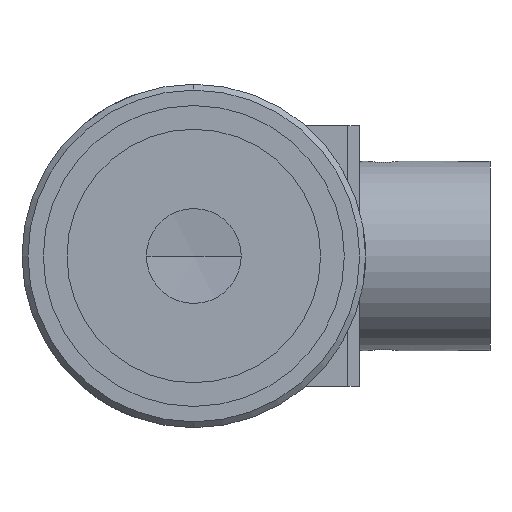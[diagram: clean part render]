
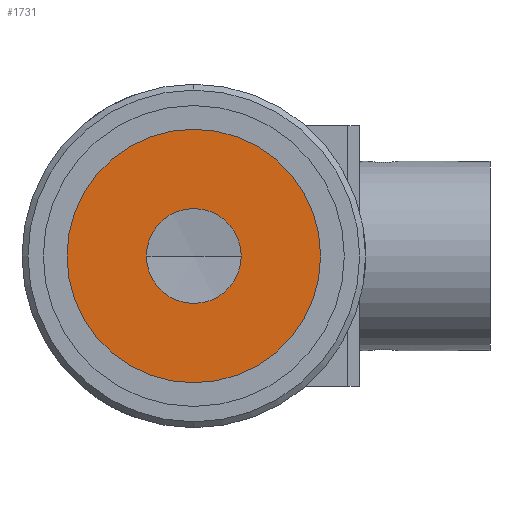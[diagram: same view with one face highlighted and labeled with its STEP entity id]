
A CAD part, front view. The second image highlights one B-rep face of the part: STEP entity #1731.
In plain terms, the highlighted planar face has unit normal (0, -1, 0).
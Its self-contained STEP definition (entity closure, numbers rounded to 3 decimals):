
#33 = CIRCLE ( 'NONE', #3164, 4. ) ;
#44 = DIRECTION ( 'NONE',  ( 0., 1., 0. ) ) ;
#179 = CIRCLE ( 'NONE', #1239, 11.5 ) ;
#182 = CARTESIAN_POINT ( 'NONE',  ( 4., -92.96, 0. ) ) ;
#194 = EDGE_CURVE ( 'NONE', #1275, #3066, #33, .T. ) ;
#196 = ORIENTED_EDGE ( 'NONE', *, *, #1909, .F. ) ;
#341 = AXIS2_PLACEMENT_3D ( 'NONE', #1123, #3026, #1400 ) ;
#485 = DIRECTION ( 'NONE',  ( 0., -1., 0. ) ) ;
#625 = CIRCLE ( 'NONE', #2471, 11.5 ) ;
#754 = CARTESIAN_POINT ( 'NONE',  ( 0., -92.96, 0. ) ) ;
#948 = EDGE_CURVE ( 'NONE', #3066, #1275, #2170, .T. ) ;
#982 = CARTESIAN_POINT ( 'NONE',  ( 0., -92.96, 0. ) ) ;
#1123 = CARTESIAN_POINT ( 'NONE',  ( 0., -92.96, 0. ) ) ;
#1146 = VERTEX_POINT ( 'NONE', #2306 ) ;
#1239 = AXIS2_PLACEMENT_3D ( 'NONE', #1680, #44, #1959 ) ;
#1245 = FACE_BOUND ( 'NONE', #2920, .T. ) ;
#1256 = DIRECTION ( 'NONE',  ( -1., 0., 0. ) ) ;
#1275 = VERTEX_POINT ( 'NONE', #182 ) ;
#1354 = CARTESIAN_POINT ( 'NONE',  ( -11.5, -92.96, 0. ) ) ;
#1395 = DIRECTION ( 'NONE',  ( -1., 0., 0. ) ) ;
#1400 = DIRECTION ( 'NONE',  ( -1., 0., 0. ) ) ;
#1511 = EDGE_LOOP ( 'NONE', ( #2086, #196 ) ) ;
#1514 = VERTEX_POINT ( 'NONE', #1354 ) ;
#1680 = CARTESIAN_POINT ( 'NONE',  ( 0., -92.96, 0. ) ) ;
#1731 = ADVANCED_FACE ( 'NONE', ( #1245, #3419 ), #2130, .T. ) ;
#1811 = ORIENTED_EDGE ( 'NONE', *, *, #194, .T. ) ;
#1857 = CARTESIAN_POINT ( 'NONE',  ( -4., -92.96, 0. ) ) ;
#1909 = EDGE_CURVE ( 'NONE', #1146, #1514, #179, .T. ) ;
#1959 = DIRECTION ( 'NONE',  ( -1., 0., 0. ) ) ;
#2075 = ORIENTED_EDGE ( 'NONE', *, *, #948, .T. ) ;
#2086 = ORIENTED_EDGE ( 'NONE', *, *, #3441, .F. ) ;
#2103 = CARTESIAN_POINT ( 'NONE',  ( -11.5, -92.96, 0. ) ) ;
#2130 = PLANE ( 'NONE',  #2767 ) ;
#2170 = CIRCLE ( 'NONE', #341, 4. ) ;
#2231 = DIRECTION ( 'NONE',  ( 0., 1., 0. ) ) ;
#2306 = CARTESIAN_POINT ( 'NONE',  ( 11.5, -92.96, 0. ) ) ;
#2394 = DIRECTION ( 'NONE',  ( 1., 0., 0. ) ) ;
#2471 = AXIS2_PLACEMENT_3D ( 'NONE', #982, #2883, #1256 ) ;
#2767 = AXIS2_PLACEMENT_3D ( 'NONE', #2103, #485, #2394 ) ;
#2883 = DIRECTION ( 'NONE',  ( 0., 1., 0. ) ) ;
#2920 = EDGE_LOOP ( 'NONE', ( #2075, #1811 ) ) ;
#3026 = DIRECTION ( 'NONE',  ( 0., 1., 0. ) ) ;
#3066 = VERTEX_POINT ( 'NONE', #1857 ) ;
#3164 = AXIS2_PLACEMENT_3D ( 'NONE', #754, #2231, #1395 ) ;
#3419 = FACE_OUTER_BOUND ( 'NONE', #1511, .T. ) ;
#3441 = EDGE_CURVE ( 'NONE', #1514, #1146, #625, .T. ) ;
